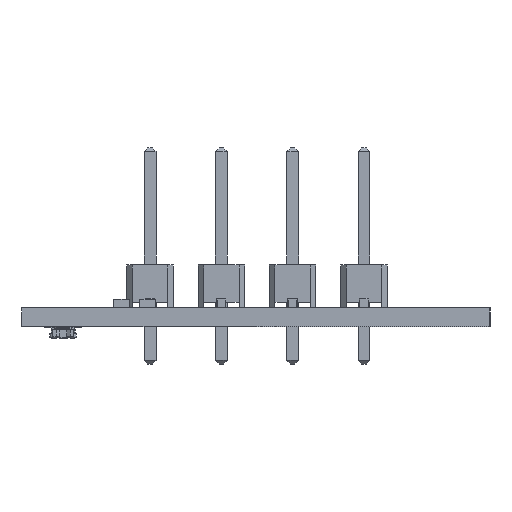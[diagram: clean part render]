
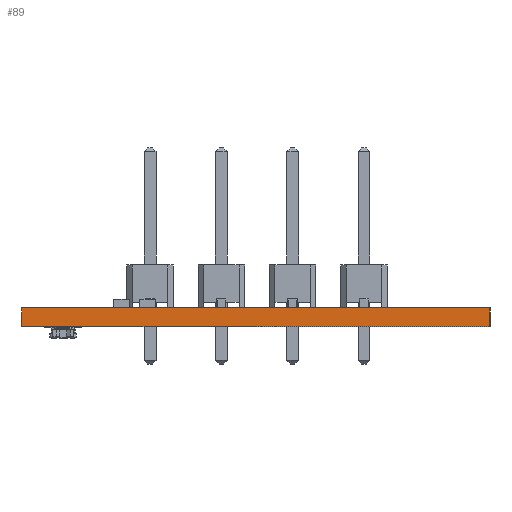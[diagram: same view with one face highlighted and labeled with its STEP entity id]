
A CAD part, left-side view. The second image highlights one B-rep face of the part: STEP entity #89.
In plain terms, the highlighted planar face has unit normal (-1, 0, 0).
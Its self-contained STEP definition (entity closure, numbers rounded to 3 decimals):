
#89 = ADVANCED_FACE('',(#90),#124,.T.);
#90 = FACE_BOUND('',#91,.T.);
#91 = EDGE_LOOP('',(#92,#102,#110,#118));
#92 = ORIENTED_EDGE('',*,*,#93,.T.);
#93 = EDGE_CURVE('',#94,#96,#98,.T.);
#94 = VERTEX_POINT('',#95);
#95 = CARTESIAN_POINT('',(0.,-38.354,0.));
#96 = VERTEX_POINT('',#97);
#97 = CARTESIAN_POINT('',(0.,-38.354,1.006));
#98 = LINE('',#99,#100);
#99 = CARTESIAN_POINT('',(0.,-38.354,0.));
#100 = VECTOR('',#101,1.);
#101 = DIRECTION('',(0.,0.,1.));
#102 = ORIENTED_EDGE('',*,*,#103,.T.);
#103 = EDGE_CURVE('',#96,#104,#106,.T.);
#104 = VERTEX_POINT('',#105);
#105 = CARTESIAN_POINT('',(0.,-13.354,1.006));
#106 = LINE('',#107,#108);
#107 = CARTESIAN_POINT('',(0.,-38.354,1.006));
#108 = VECTOR('',#109,1.);
#109 = DIRECTION('',(0.,1.,0.));
#110 = ORIENTED_EDGE('',*,*,#111,.F.);
#111 = EDGE_CURVE('',#112,#104,#114,.T.);
#112 = VERTEX_POINT('',#113);
#113 = CARTESIAN_POINT('',(0.,-13.354,0.));
#114 = LINE('',#115,#116);
#115 = CARTESIAN_POINT('',(0.,-13.354,0.));
#116 = VECTOR('',#117,1.);
#117 = DIRECTION('',(0.,0.,1.));
#118 = ORIENTED_EDGE('',*,*,#119,.F.);
#119 = EDGE_CURVE('',#94,#112,#120,.T.);
#120 = LINE('',#121,#122);
#121 = CARTESIAN_POINT('',(0.,-38.354,0.));
#122 = VECTOR('',#123,1.);
#123 = DIRECTION('',(0.,1.,0.));
#124 = PLANE('',#125);
#125 = AXIS2_PLACEMENT_3D('',#126,#127,#128);
#126 = CARTESIAN_POINT('',(0.,-38.354,0.));
#127 = DIRECTION('',(-1.,0.,0.));
#128 = DIRECTION('',(0.,1.,0.));
